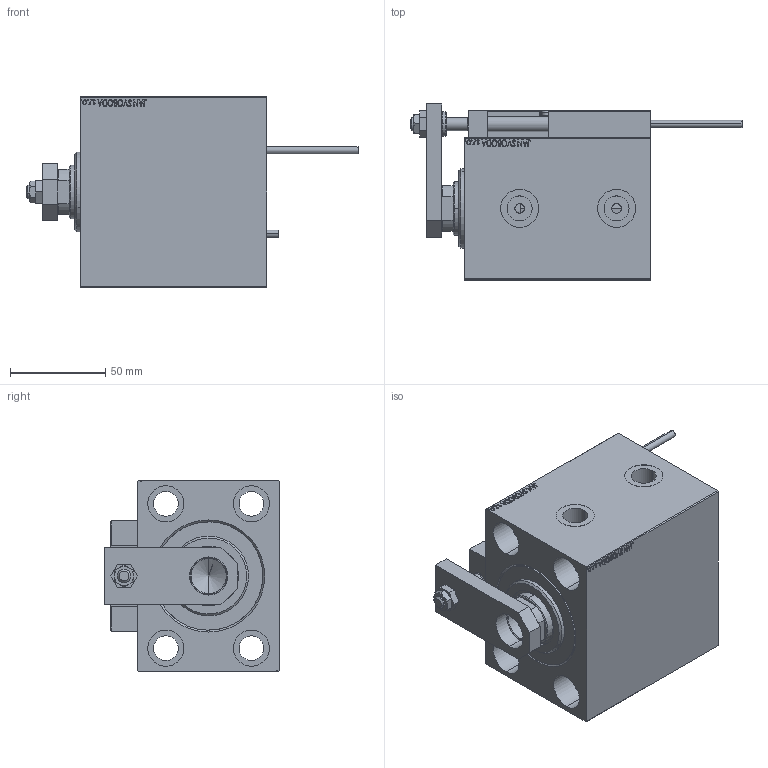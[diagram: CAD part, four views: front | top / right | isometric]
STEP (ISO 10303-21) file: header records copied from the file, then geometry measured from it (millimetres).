
FILE_DESCRIPTION (( 'STEP AP203' ), '1' );
FILE_NAME ('9a1d.STEP', '2021-03-18T23:00:05', ( '' ), ( '' ), 'SwSTEP 2.0', 'SolidWorks 2019', '' );
FILE_SCHEMA (( 'CONFIG_CONTROL_DESIGN' ));
Length unit declared in the file: millimetre
Products named in the file (16): ZARAZKA e536f0d9c0831020b17e53b8f8316307; ALLEN BOLT D8 e536f0d9c0831020b17e53b8f8316307; V450CM_VC_B e536f0d9c0831020b17e53b8f8316307; Block e536f0d9c0831020b17e53b8f8316307; ALLEN BOLT D5 e536f0d9c0831020b17e53b8f8316307; 9a1d; MAGNET e536f0d9c0831020b17e53b8f8316307; V450CM_C_VCP e536f0d9c0831020b17e53b8f8316307; NUT_D12 e536f0d9c0831020b17e53b8f8316307; V450CM_C e536f0d9c0831020b17e53b8f8316307; SWITCH_X_FRONT_BACK e536f0d9c0831020b17e53b8f8316307; SWITCH DIM B,W e536f0d9c0831020b17e53b8f8316307; TYC_L79 e536f0d9c0831020b17e53b8f8316307; NUT_D10 e536f0d9c0831020b17e53b8f8316307; KONCOVKA e536f0d9c0831020b17e53b8f8316307; SWITCH X e536f0d9c0831020b17e53b8f8316307
Assembly tree (25 placements, depth 3):
  9a1d
    V450CM_C e536f0d9c0831020b17e53b8f8316307
    SWITCH X e536f0d9c0831020b17e53b8f8316307
      SWITCH_X_FRONT_BACK e536f0d9c0831020b17e53b8f8316307  x2
      TYC_L79 e536f0d9c0831020b17e53b8f8316307
      Block e536f0d9c0831020b17e53b8f8316307  x2
      ALLEN BOLT D5 e536f0d9c0831020b17e53b8f8316307  x4
      ALLEN BOLT D8 e536f0d9c0831020b17e53b8f8316307  x4
      MAGNET e536f0d9c0831020b17e53b8f8316307  x2
      KONCOVKA e536f0d9c0831020b17e53b8f8316307  x2
    NUT_D12 e536f0d9c0831020b17e53b8f8316307
    SWITCH DIM B,W e536f0d9c0831020b17e53b8f8316307
    ZARAZKA e536f0d9c0831020b17e53b8f8316307
    NUT_D10 e536f0d9c0831020b17e53b8f8316307
    V450CM_C_VCP e536f0d9c0831020b17e53b8f8316307
    V450CM_VC_B e536f0d9c0831020b17e53b8f8316307
Bounding box: 174.7 x 92.5 x 100 mm (x, y, z)
Volume: 682522.1 mm3; surface area: 137072.2 mm2
Topology: 24 solids, 24 shells, 1319 faces, 3158 edges, 2018 vertices
Faces by surface type: plane 574, bspline 380, cylinder 204, cone 113, torus 44, sphere 4
Entity records: 51671 total; most frequent: CARTESIAN_POINT 26429, ORIENTED_EDGE 5336, DIRECTION 3639, EDGE_CURVE 2668, VERTEX_POINT 1742, VECTOR 1519, LINE 1519, EDGE_LOOP 1238
